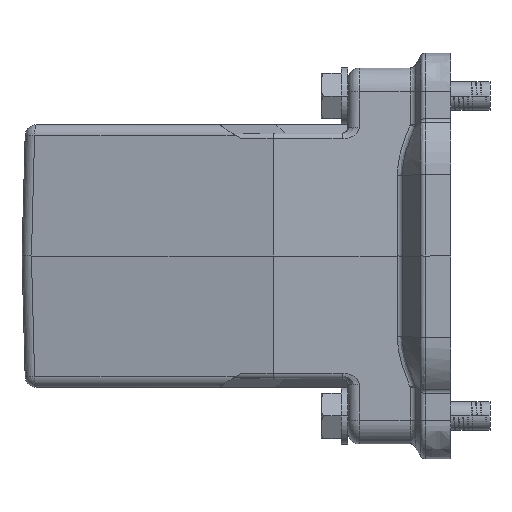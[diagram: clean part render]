
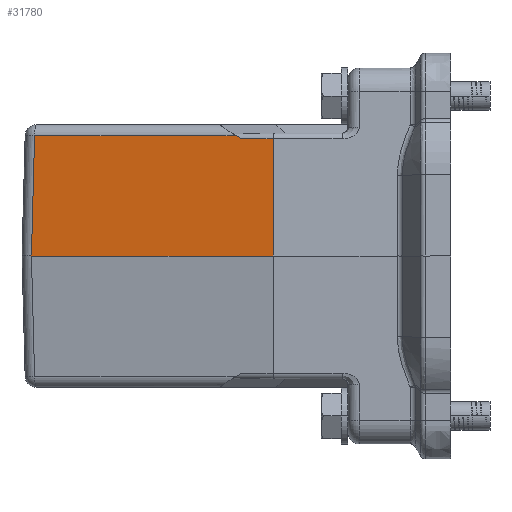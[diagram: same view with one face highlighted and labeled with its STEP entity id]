
A CAD part, left-side view. The second image highlights one B-rep face of the part: STEP entity #31780.
In plain terms, the highlighted planar face has unit normal (-0.985, 0.174, 0.026).
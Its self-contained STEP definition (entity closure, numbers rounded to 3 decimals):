
#8357=CARTESIAN_POINT('',(-34.962,25.426,20.526));
#8368=DIRECTION('',(-0.174,-0.985,0.));
#8369=VECTOR('',#8368,5.674);
#8370=CARTESIAN_POINT('',(-34.962,25.426,20.526));
#8371=LINE('',#8370,#8369);
#8372=DIRECTION('',(-0.174,-0.985,0.));
#8373=VECTOR('',#8372,0.087);
#8374=CARTESIAN_POINT('',(-35.947,19.839,20.526));
#8375=LINE('',#8374,#8373);
#8376=DIRECTION('',(-0.026,0.002,-1.));
#8377=VECTOR('',#8376,20.533);
#8378=CARTESIAN_POINT('',(-35.963,19.753,20.526));
#8379=LINE('',#8378,#8377);
#8380=DIRECTION('',(0.022,-0.026,0.999));
#8381=VECTOR('',#8380,21.065);
#8382=CARTESIAN_POINT('',(-29.033,62.148,
0.));
#8383=LINE('',#8382,#8381);
#8384=DIRECTION('',(-0.164,-0.853,-0.495));
#8385=VECTOR('',#8384,1.063);
#8386=CARTESIAN_POINT('',(-34.788,26.333,21.052));
#8387=LINE('',#8386,#8385);
#8388=DIRECTION('',(-0.174,-0.985,0.));
#8389=VECTOR('',#8388,43.001);
#8390=CARTESIAN_POINT('',(-29.033,62.148,
0.));
#8391=LINE('',#8390,#8389);
#10736=CARTESIAN_POINT('',(-34.788,26.333,
21.052));
#10738=DIRECTION('',(0.174,0.985,0.));
#10739=VECTOR('',#10738,11.847);
#10740=CARTESIAN_POINT('',(-34.788,26.333,
21.052));
#10741=LINE('',#10740,#10739);
#10742=DIRECTION('',(0.174,0.985,0.));
#10743=VECTOR('',#10742,23.961);
#10744=CARTESIAN_POINT('',(-32.731,38.,21.052));
#10745=LINE('',#10744,#10743);
#18177=CARTESIAN_POINT('',(-35.963,19.753,
20.526));
#18179=VERTEX_POINT('',#18177);
#18183=CARTESIAN_POINT('',(-36.5,19.8,
0.));
#18185=VERTEX_POINT('',#18183);
#18742=VERTEX_POINT('',#8357);
#18743=VERTEX_POINT('',#10736);
#18744=CARTESIAN_POINT('',(-35.947,19.839,
20.526));
#18745=VERTEX_POINT('',#18744);
#18746=CARTESIAN_POINT('',(-29.033,62.148,
0.));
#18747=VERTEX_POINT('',#18746);
#18748=CARTESIAN_POINT('',(-28.57,61.597,
21.052));
#18749=VERTEX_POINT('',#18748);
#19070=CARTESIAN_POINT('',(-32.731,38.,21.052));
#19071=VERTEX_POINT('',#19070);
#31761=CARTESIAN_POINT('',(-32.495,40.926,
10.526));
#31762=DIRECTION('',(0.984,-0.174,-0.026));
#31763=DIRECTION('',(-0.174,-0.985,0.));
#31764=AXIS2_PLACEMENT_3D('',#31761,#31762,#31763);
#31765=PLANE('',#31764);
#31766=ORIENTED_EDGE('',*,*,#31755,.T.);
#31767=ORIENTED_EDGE('',*,*,#31753,.T.);
#31768=ORIENTED_EDGE('',*,*,#21140,.T.);
#31770=ORIENTED_EDGE('',*,*,#31769,.F.);
#31772=ORIENTED_EDGE('',*,*,#31771,.T.);
#31774=ORIENTED_EDGE('',*,*,#31773,.F.);
#31776=ORIENTED_EDGE('',*,*,#31775,.F.);
#31777=ORIENTED_EDGE('',*,*,#31738,.T.);
#31778=EDGE_LOOP('',(#31766,#31767,#31768,#31770,#31772,#31774,#31776,#31777));
#31779=FACE_OUTER_BOUND('',#31778,.F.);
#31780=ADVANCED_FACE('',(#31779),#31765,.F.);
#21140=EDGE_CURVE('',#18179,#18185,#8379,.T.);
#31738=EDGE_CURVE('',#18743,#18742,#8387,.T.);
#31753=EDGE_CURVE('',#18745,#18179,#8375,.T.);
#31755=EDGE_CURVE('',#18742,#18745,#8371,.T.);
#31769=EDGE_CURVE('',#18747,#18185,#8391,.T.);
#31771=EDGE_CURVE('',#18747,#18749,#8383,.T.);
#31773=EDGE_CURVE('',#19071,#18749,#10745,.T.);
#31775=EDGE_CURVE('',#18743,#19071,#10741,.T.);
